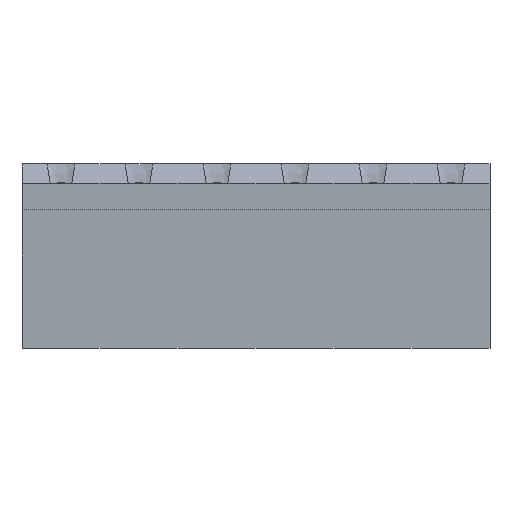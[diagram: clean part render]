
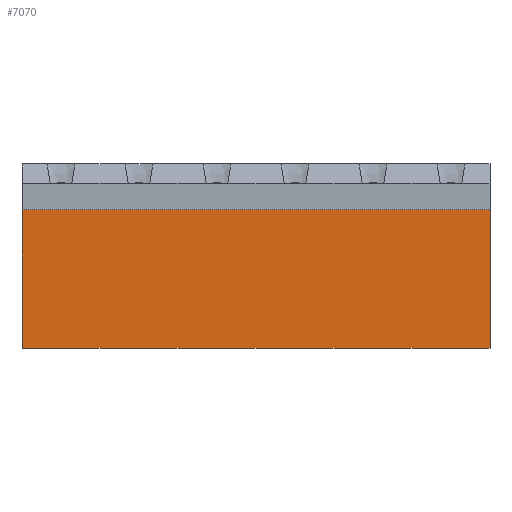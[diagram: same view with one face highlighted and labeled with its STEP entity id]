
A CAD part, front view. The second image highlights one B-rep face of the part: STEP entity #7070.
In plain terms, the highlighted planar face has unit normal (0, -1, 0).
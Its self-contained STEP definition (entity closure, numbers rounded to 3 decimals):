
#925=ORIENTED_EDGE('',*,*,#2852,.T.);
#926=ORIENTED_EDGE('',*,*,#2442,.T.);
#927=ORIENTED_EDGE('',*,*,#2590,.T.);
#928=ORIENTED_EDGE('',*,*,#2896,.T.);
#2442=EDGE_CURVE('',#3482,#3481,#4149,.T.);
#2590=EDGE_CURVE('',#3481,#3623,#4261,.T.);
#2852=EDGE_CURVE('',#3821,#3482,#4513,.T.);
#2896=EDGE_CURVE('',#3623,#3821,#4551,.T.);
#3481=VERTEX_POINT('',#9963);
#3482=VERTEX_POINT('',#9965);
#3623=VERTEX_POINT('',#10262);
#3821=VERTEX_POINT('',#10809);
#4149=LINE('',#9964,#4976);
#4261=LINE('',#10263,#5088);
#4513=LINE('',#10808,#5340);
#4551=LINE('',#10877,#5378);
#4976=VECTOR('',#8004,1000.);
#5088=VECTOR('',#8206,1000.);
#5340=VECTOR('',#8570,1000.);
#5378=VECTOR('',#8628,1000.);
#5875=EDGE_LOOP('',(#925,#926,#927,#928));
#6322=FACE_BOUND('',#5875,.T.);
#6763=PLANE('',#7544);
#7070=ADVANCED_FACE('',(#6322),#6763,.T.);
#7544=AXIS2_PLACEMENT_3D('',#10878,#8629,#8630);
#8004=DIRECTION('',(1.,0.,0.));
#8206=DIRECTION('',(0.,0.,1.));
#8570=DIRECTION('',(0.,0.,-1.));
#8628=DIRECTION('',(-1.,0.,0.));
#8629=DIRECTION('',(0.,-1.,0.));
#8630=DIRECTION('',(0.,0.,-1.));
#9963=CARTESIAN_POINT('',(15.24,0.7,-6.));
#9964=CARTESIAN_POINT('',(-15.24,0.7,-6.));
#9965=CARTESIAN_POINT('',(-15.24,0.7,-6.));
#10262=CARTESIAN_POINT('',(15.24,0.7,3.));
#10263=CARTESIAN_POINT('',(15.24,0.7,-6.));
#10808=CARTESIAN_POINT('',(-15.24,0.7,3.));
#10809=CARTESIAN_POINT('',(-15.24,0.7,3.));
#10877=CARTESIAN_POINT('',(15.24,0.7,3.));
#10878=CARTESIAN_POINT('',(0.,0.7,0.));
